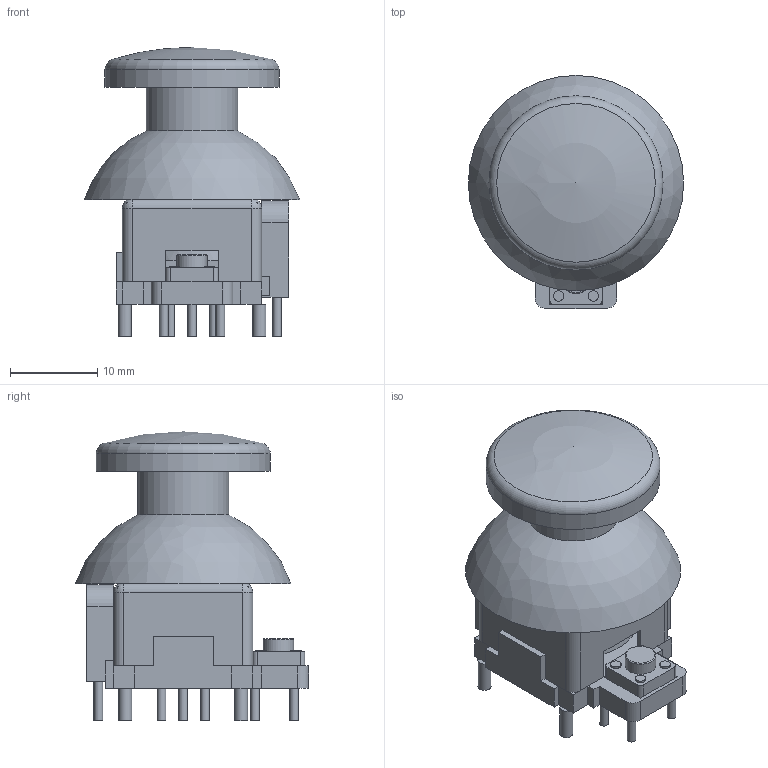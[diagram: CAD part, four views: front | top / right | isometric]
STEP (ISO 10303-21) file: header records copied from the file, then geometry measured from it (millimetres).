
FILE_DESCRIPTION(/* description */ (''),/* implementation_level */ '2;1');
FILE_NAME(/* name */ 'SparkFun Deluxe Thumbstick with Breakout Board and Knob.step',/* time_stamp */ '2023-04-25T11:50:21+01:00',/* author */ (''),/* organization */ (''),/* preprocessor_version */ 'ST-DEVELOPER v19.2',/* originating_system */ 'Autodesk Translation Framework v12.4.0.73',/* authorisation */ '');
FILE_SCHEMA (('AUTOMOTIVE_DESIGN { 1 0 10303 214 3 1 1 }'));
Length unit declared in the file: millimetre
Products named in the file (6): Joystick; Board; Packages; SFE-LOGO-FLAME; SFE-NEW-WEBLOGO; Thumbstick
Assembly tree (5 placements, depth 2):
  Joystick
    Thumbstick
Bounding box: 24.74 x 26.77 x 33.23 mm (x, y, z)
Volume: 4885.7 mm3; surface area: 6489.4 mm2
Topology: 21 solids, 21 shells, 246 faces, 536 edges, 350 vertices
Faces by surface type: plane 180, cylinder 55, sphere 8, torus 3
Full cylindrical faces by diameter (mm): 1 x10, 1.2 x4, 1.5 x4, 3.5 x1, 4.6 x2, 5.8 x1, 8 x1, 10.5 x1, 20 x1
Entity records: 26010 total; most frequent: CARTESIAN_POINT 4543, ORIENTED_EDGE 4466, DIRECTION 4319, EDGE_CURVE 2233, LINE 1803, VECTOR 1803, VERTEX_POINT 1482, AXIS2_PLACEMENT_3D 1258
